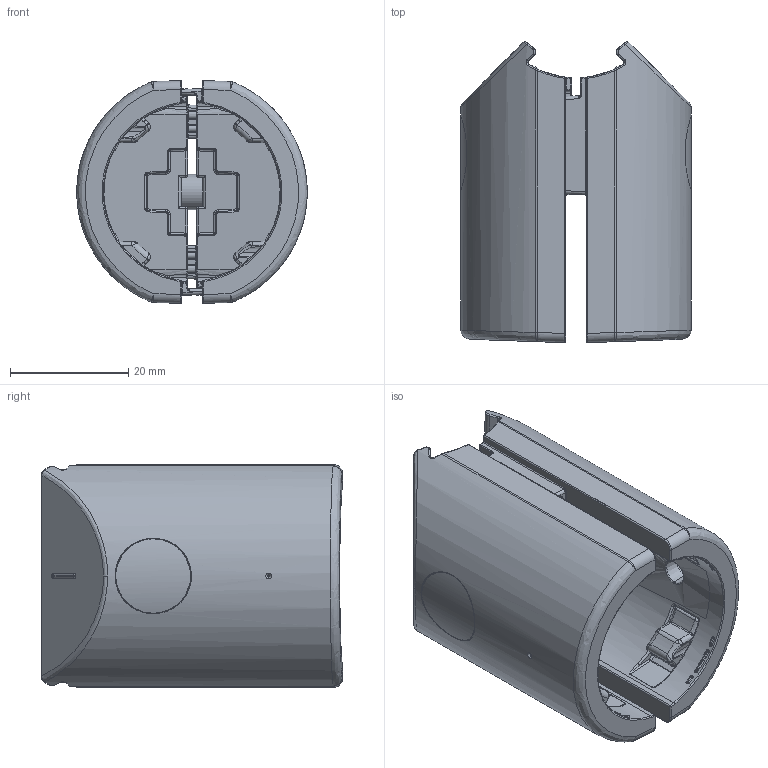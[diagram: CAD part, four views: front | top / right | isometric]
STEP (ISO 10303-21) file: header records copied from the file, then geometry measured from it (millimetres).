
FILE_DESCRIPTION (( 'STEP AP214' ), '1' );
FILE_NAME ('099RV3090LS01.STEP', '2020-07-20T12:20:26', ( '' ), ( '' ), 'SwSTEP 2.0', 'SolidWorks 2020', '' );
FILE_SCHEMA (( 'AUTOMOTIVE_DESIGN' ));
Length unit declared in the file: millimetre
Products named in the file (7): 4iso10511m06m_4iso10511m06m; 099RV30R01; 099RV30CC06_099RV30CC06; 099RV3090LS01; 099RV3090LR__-A-TAB_099RV3090LR03<As Machined>; 099RV3090LS__-A-TAB_099RV3090LS01-146441; cap screw ISO 4762 M6x28_ISO 4762 M6
Assembly tree (11 placements, depth 3):
  099RV3090LS01
    099RV3090LS__-A-TAB_099RV3090LS01-146441
      099RV3090LR__-A-TAB_099RV3090LR03<As Machined>  x2
      4iso10511m06m_4iso10511m06m
      cap screw ISO 4762 M6x28_ISO 4762 M6
      099RV30R01  x4
    099RV30CC06_099RV30CC06  x2
Bounding box: 38.9 x 50.83 x 37.62 mm (x, y, z)
Volume: 33046.5 mm3; surface area: 17936 mm2
Topology: 10 solids, 10 shells, 3142 faces, 7396 edges, 4245 vertices
Faces by surface type: bspline 1424, cylinder 686, plane 376, torus 250, sphere 208, cone 198
Entity records: 65450 total; most frequent: CARTESIAN_POINT 35904, ORIENTED_EDGE 7166, DIRECTION 4877, EDGE_CURVE 3583, AXIS2_PLACEMENT_3D 2102, VERTEX_POINT 2083, EDGE_LOOP 1566, ADVANCED_FACE 1536
